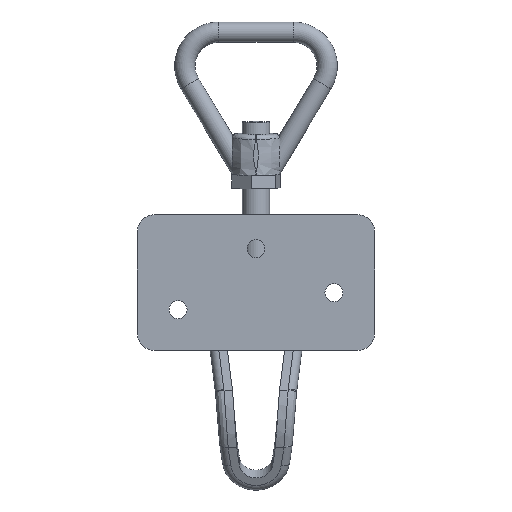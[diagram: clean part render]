
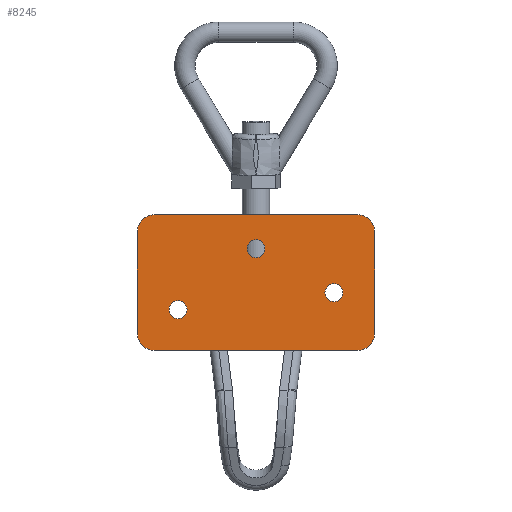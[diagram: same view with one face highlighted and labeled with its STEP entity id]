
A CAD part, front view. The second image highlights one B-rep face of the part: STEP entity #8245.
In plain terms, the highlighted planar face has unit normal (0, -1, 0).
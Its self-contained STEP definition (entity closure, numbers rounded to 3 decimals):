
#69 = ORIENTED_EDGE ( 'NONE', *, *, #8272, .F. ) ;
#244 = CIRCLE ( 'NONE', #6606, 2.65 ) ;
#284 = EDGE_CURVE ( 'NONE', #3699, #1605, #4458, .T. ) ;
#327 = DIRECTION ( 'NONE',  ( 0., 0., 1. ) ) ;
#383 = VERTEX_POINT ( 'NONE', #2160 ) ;
#387 = CARTESIAN_POINT ( 'NONE',  ( -35., 0., -10. ) ) ;
#439 = AXIS2_PLACEMENT_3D ( 'NONE', #1426, #6459, #2152 ) ;
#543 = DIRECTION ( 'NONE',  ( 0., 0., -1. ) ) ;
#573 = CIRCLE ( 'NONE', #8120, 2.65 ) ;
#580 = DIRECTION ( 'NONE',  ( 0., 1., 0. ) ) ;
#629 = ORIENTED_EDGE ( 'NONE', *, *, #7657, .T. ) ;
#630 = CARTESIAN_POINT ( 'NONE',  ( -58., 0., -30.65 ) ) ;
#664 = ORIENTED_EDGE ( 'NONE', *, *, #8102, .T. ) ;
#918 = CIRCLE ( 'NONE', #4656, 2.65 ) ;
#961 = EDGE_CURVE ( 'NONE', #1096, #2195, #4216, .T. ) ;
#1096 = VERTEX_POINT ( 'NONE', #4206 ) ;
#1117 = DIRECTION ( 'NONE',  ( 0., 0., 1. ) ) ;
#1251 = EDGE_LOOP ( 'NONE', ( #2564, #629, #69, #8344, #8534, #664, #5035, #4808 ) ) ;
#1426 = CARTESIAN_POINT ( 'NONE',  ( -65., 0., -35. ) ) ;
#1605 = VERTEX_POINT ( 'NONE', #9285 ) ;
#1688 = EDGE_CURVE ( 'NONE', #2195, #1096, #573, .T. ) ;
#1703 = CARTESIAN_POINT ( 'NONE',  ( -58., 0., -25.35 ) ) ;
#1812 = CIRCLE ( 'NONE', #9058, 5. ) ;
#1883 = VERTEX_POINT ( 'NONE', #6564 ) ;
#1915 = ORIENTED_EDGE ( 'NONE', *, *, #1688, .T. ) ;
#2023 = CARTESIAN_POINT ( 'NONE',  ( -5., 0., -40. ) ) ;
#2152 = DIRECTION ( 'NONE',  ( 0., 0., 1. ) ) ;
#2160 = CARTESIAN_POINT ( 'NONE',  ( -70., 0., -5. ) ) ;
#2195 = VERTEX_POINT ( 'NONE', #6120 ) ;
#2267 = CIRCLE ( 'NONE', #3242, 5. ) ;
#2333 = CARTESIAN_POINT ( 'NONE',  ( -58., 0., -28. ) ) ;
#2434 = EDGE_CURVE ( 'NONE', #1883, #3550, #2267, .T. ) ;
#2469 = CARTESIAN_POINT ( 'NONE',  ( 0., 0., 0. ) ) ;
#2530 = VERTEX_POINT ( 'NONE', #8774 ) ;
#2564 = ORIENTED_EDGE ( 'NONE', *, *, #4259, .F. ) ;
#2648 = LINE ( 'NONE', #7730, #8172 ) ;
#2724 = LINE ( 'NONE', #4957, #8246 ) ;
#2794 = CARTESIAN_POINT ( 'NONE',  ( -65., 0., -40. ) ) ;
#2878 = VERTEX_POINT ( 'NONE', #2023 ) ;
#2943 = FACE_OUTER_BOUND ( 'NONE', #1251, .T. ) ;
#2967 = EDGE_CURVE ( 'NONE', #7520, #7492, #8916, .T. ) ;
#3027 = AXIS2_PLACEMENT_3D ( 'NONE', #387, #5435, #1117 ) ;
#3062 = DIRECTION ( 'NONE',  ( 0., 0., 1. ) ) ;
#3189 = VERTEX_POINT ( 'NONE', #630 ) ;
#3242 = AXIS2_PLACEMENT_3D ( 'NONE', #4254, #9276, #4975 ) ;
#3352 = DIRECTION ( 'NONE',  ( 0., -1., 0. ) ) ;
#3438 = DIRECTION ( 'NONE',  ( -1., 0., 0. ) ) ;
#3538 = CARTESIAN_POINT ( 'NONE',  ( -65., 0., -5. ) ) ;
#3547 = ORIENTED_EDGE ( 'NONE', *, *, #6389, .T. ) ;
#3550 = VERTEX_POINT ( 'NONE', #4778 ) ;
#3611 = CIRCLE ( 'NONE', #4375, 5. ) ;
#3618 = CIRCLE ( 'NONE', #3027, 2.65 ) ;
#3699 = VERTEX_POINT ( 'NONE', #9325 ) ;
#3838 = CARTESIAN_POINT ( 'NONE',  ( -12., 0., -23. ) ) ;
#3915 = AXIS2_PLACEMENT_3D ( 'NONE', #8109, #8014, #5199 ) ;
#4007 = DIRECTION ( 'NONE',  ( 0., 1., 0. ) ) ;
#4095 = EDGE_CURVE ( 'NONE', #1883, #4619, #2648, .T. ) ;
#4206 = CARTESIAN_POINT ( 'NONE',  ( -12., 0., -25.65 ) ) ;
#4216 = CIRCLE ( 'NONE', #4530, 2.65 ) ;
#4254 = CARTESIAN_POINT ( 'NONE',  ( -5., 0., -5. ) ) ;
#4259 = EDGE_CURVE ( 'NONE', #2530, #3550, #5798, .T. ) ;
#4266 = VERTEX_POINT ( 'NONE', #1703 ) ;
#4274 = DIRECTION ( 'NONE',  ( 0., 0., 1. ) ) ;
#4375 = AXIS2_PLACEMENT_3D ( 'NONE', #7644, #3352, #8373 ) ;
#4458 = CIRCLE ( 'NONE', #3915, 2.65 ) ;
#4530 = AXIS2_PLACEMENT_3D ( 'NONE', #6279, #4792, #327 ) ;
#4556 = CARTESIAN_POINT ( 'NONE',  ( 0., 0., -35. ) ) ;
#4587 = DIRECTION ( 'NONE',  ( 0., 0., 1. ) ) ;
#4619 = VERTEX_POINT ( 'NONE', #4556 ) ;
#4656 = AXIS2_PLACEMENT_3D ( 'NONE', #2333, #7352, #3062 ) ;
#4753 = ORIENTED_EDGE ( 'NONE', *, *, #6164, .T. ) ;
#4778 = CARTESIAN_POINT ( 'NONE',  ( -5., 0., 0. ) ) ;
#4792 = DIRECTION ( 'NONE',  ( 0., 1., 0. ) ) ;
#4808 = ORIENTED_EDGE ( 'NONE', *, *, #2434, .T. ) ;
#4871 = FACE_BOUND ( 'NONE', #6195, .T. ) ;
#4957 = CARTESIAN_POINT ( 'NONE',  ( -70., 0., 0. ) ) ;
#4962 = EDGE_CURVE ( 'NONE', #4266, #3189, #244, .T. ) ;
#4975 = DIRECTION ( 'NONE',  ( 0., 0., 1. ) ) ;
#5035 = ORIENTED_EDGE ( 'NONE', *, *, #4095, .F. ) ;
#5093 = EDGE_LOOP ( 'NONE', ( #7964, #3547 ) ) ;
#5199 = DIRECTION ( 'NONE',  ( 0., 0., 1. ) ) ;
#5435 = DIRECTION ( 'NONE',  ( 0., 1., 0. ) ) ;
#5670 = DIRECTION ( 'NONE',  ( 0., 0., 1. ) ) ;
#5718 = CARTESIAN_POINT ( 'NONE',  ( -70., 0., -35. ) ) ;
#5798 = LINE ( 'NONE', #2469, #7941 ) ;
#6105 = LINE ( 'NONE', #7042, #6323 ) ;
#6120 = CARTESIAN_POINT ( 'NONE',  ( -12., 0., -20.35 ) ) ;
#6164 = EDGE_CURVE ( 'NONE', #3189, #4266, #918, .T. ) ;
#6195 = EDGE_LOOP ( 'NONE', ( #7274, #4753 ) ) ;
#6279 = CARTESIAN_POINT ( 'NONE',  ( -12., 0., -23. ) ) ;
#6323 = VECTOR ( 'NONE', #3438, 1000. ) ;
#6349 = PLANE ( 'NONE',  #9183 ) ;
#6389 = EDGE_CURVE ( 'NONE', #1605, #3699, #3618, .T. ) ;
#6459 = DIRECTION ( 'NONE',  ( 0., -1., 0. ) ) ;
#6564 = CARTESIAN_POINT ( 'NONE',  ( 0., 0., -5. ) ) ;
#6606 = AXIS2_PLACEMENT_3D ( 'NONE', #8319, #4007, #9047 ) ;
#6777 = FACE_BOUND ( 'NONE', #7201, .T. ) ;
#6778 = DIRECTION ( 'NONE',  ( 1., 0., 0. ) ) ;
#6992 = EDGE_CURVE ( 'NONE', #2878, #7492, #6105, .T. ) ;
#7042 = CARTESIAN_POINT ( 'NONE',  ( 0., 0., -40. ) ) ;
#7075 = CARTESIAN_POINT ( 'NONE',  ( 0., 0., 0. ) ) ;
#7201 = EDGE_LOOP ( 'NONE', ( #1915, #8410 ) ) ;
#7274 = ORIENTED_EDGE ( 'NONE', *, *, #4962, .T. ) ;
#7352 = DIRECTION ( 'NONE',  ( 0., 1., 0. ) ) ;
#7492 = VERTEX_POINT ( 'NONE', #2794 ) ;
#7520 = VERTEX_POINT ( 'NONE', #5718 ) ;
#7644 = CARTESIAN_POINT ( 'NONE',  ( -5., 0., -35. ) ) ;
#7657 = EDGE_CURVE ( 'NONE', #2530, #383, #1812, .T. ) ;
#7730 = CARTESIAN_POINT ( 'NONE',  ( 0., 0., 0. ) ) ;
#7806 = DIRECTION ( 'NONE',  ( 0., 0., 1. ) ) ;
#7941 = VECTOR ( 'NONE', #6778, 1000. ) ;
#7964 = ORIENTED_EDGE ( 'NONE', *, *, #284, .T. ) ;
#8014 = DIRECTION ( 'NONE',  ( 0., 1., 0. ) ) ;
#8102 = EDGE_CURVE ( 'NONE', #2878, #4619, #3611, .T. ) ;
#8109 = CARTESIAN_POINT ( 'NONE',  ( -35., 0., -10. ) ) ;
#8120 = AXIS2_PLACEMENT_3D ( 'NONE', #3838, #8884, #4587 ) ;
#8172 = VECTOR ( 'NONE', #543, 1000. ) ;
#8245 = ADVANCED_FACE ( 'NONE', ( #9142, #4871, #6777, #2943 ), #6349, .F. ) ;
#8246 = VECTOR ( 'NONE', #5670, 1000. ) ;
#8272 = EDGE_CURVE ( 'NONE', #7520, #383, #2724, .T. ) ;
#8319 = CARTESIAN_POINT ( 'NONE',  ( -58., 0., -28. ) ) ;
#8344 = ORIENTED_EDGE ( 'NONE', *, *, #2967, .T. ) ;
#8373 = DIRECTION ( 'NONE',  ( 0., 0., 1. ) ) ;
#8410 = ORIENTED_EDGE ( 'NONE', *, *, #961, .T. ) ;
#8534 = ORIENTED_EDGE ( 'NONE', *, *, #6992, .F. ) ;
#8569 = DIRECTION ( 'NONE',  ( 0., -1., 0. ) ) ;
#8774 = CARTESIAN_POINT ( 'NONE',  ( -65., 0., 0. ) ) ;
#8884 = DIRECTION ( 'NONE',  ( 0., 1., 0. ) ) ;
#8916 = CIRCLE ( 'NONE', #439, 5. ) ;
#9047 = DIRECTION ( 'NONE',  ( 0., 0., 1. ) ) ;
#9058 = AXIS2_PLACEMENT_3D ( 'NONE', #3538, #8569, #4274 ) ;
#9142 = FACE_BOUND ( 'NONE', #5093, .T. ) ;
#9183 = AXIS2_PLACEMENT_3D ( 'NONE', #7075, #580, #7806 ) ;
#9276 = DIRECTION ( 'NONE',  ( 0., -1., 0. ) ) ;
#9285 = CARTESIAN_POINT ( 'NONE',  ( -35., 0., -12.65 ) ) ;
#9325 = CARTESIAN_POINT ( 'NONE',  ( -35., 0., -7.35 ) ) ;
